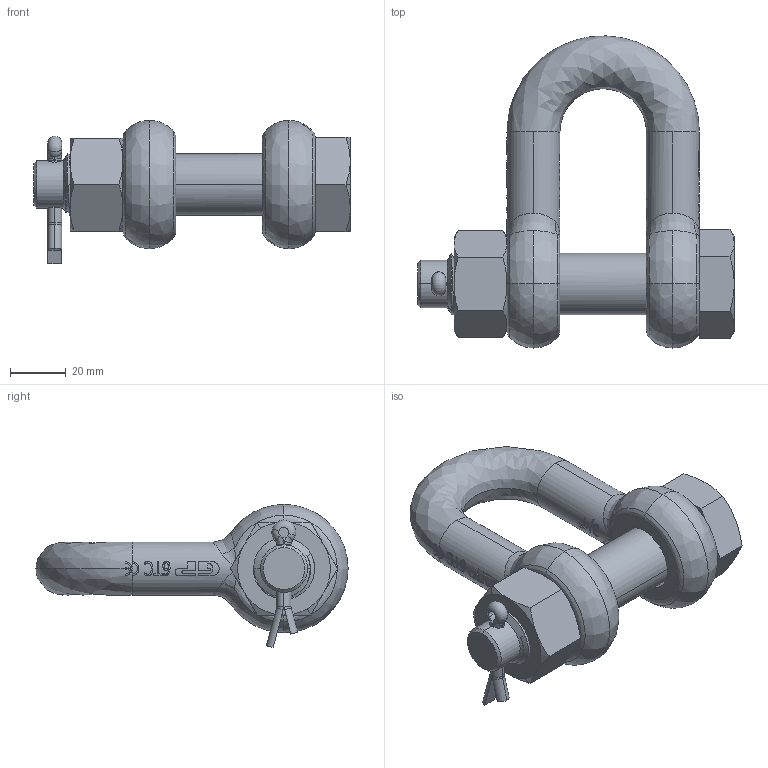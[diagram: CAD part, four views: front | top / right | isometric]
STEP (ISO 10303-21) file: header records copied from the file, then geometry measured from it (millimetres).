
FILE_DESCRIPTION (( 'STEP AP203' ), '1' );
FILE_NAME ('GPGDMB19.step', '2009-08-07T12:15:10', ( '.' ), ( '.' ), 'SwSTEP 2.0', 'SolidWorks 2009', '' );
FILE_SCHEMA (( 'CONFIG_CONTROL_DESIGN' ));
Length unit declared in the file: millimetre
Products named in the file (5): GPGDMB19; 4,75_1; 4,75_4; 4,75_3; 4,75_2
Assembly tree (4 placements, depth 2):
  GPGDMB19
    4,75_4
    4,75_2
    4,75_3
    4,75_1
Bounding box: 113.5 x 111.98 x 51.32 mm (x, y, z)
Volume: 140709.7 mm3; surface area: 37148.9 mm2
Topology: 4 solids, 4 shells, 631 faces, 1695 edges, 1099 vertices
Faces by surface type: plane 257, bspline 232, cylinder 108, cone 29, torus 5
Entity records: 34288 total; most frequent: CARTESIAN_POINT 19779, ORIENTED_EDGE 3374, DIRECTION 2169, EDGE_CURVE 1687, VERTEX_POINT 1099, LINE 759, VECTOR 759, AXIS2_PLACEMENT_3D 705
